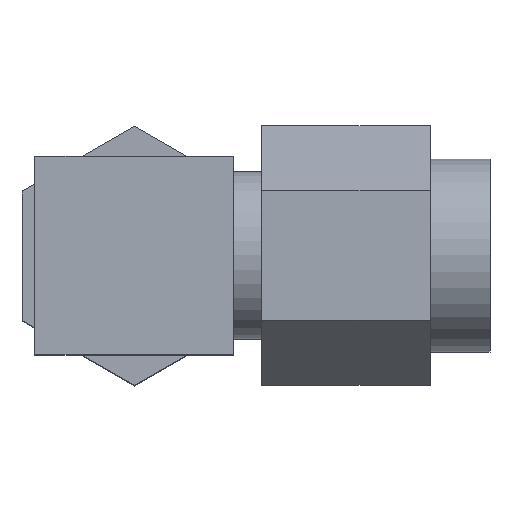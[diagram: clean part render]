
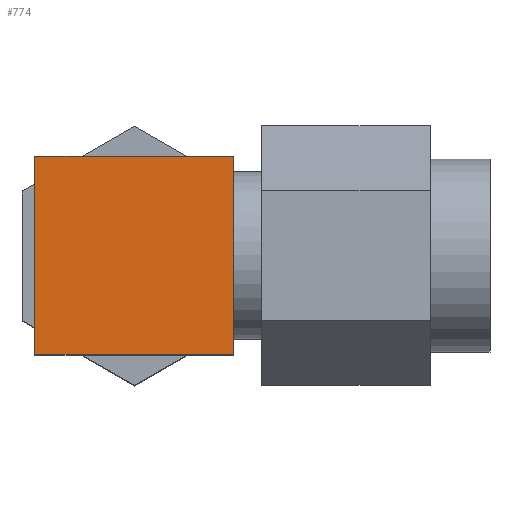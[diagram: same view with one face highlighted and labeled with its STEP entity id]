
A CAD part, top view. The second image highlights one B-rep face of the part: STEP entity #774.
In plain terms, the highlighted planar face has unit normal (0, 0, 1).
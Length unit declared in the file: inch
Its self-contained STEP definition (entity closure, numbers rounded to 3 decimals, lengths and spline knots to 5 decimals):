
#628=CARTESIAN_POINT('',(-0.166,-0.166,0.937));
#629=VERTEX_POINT('',#628);
#631=CARTESIAN_POINT('',(-0.166,-0.166,0.937));
#632=DIRECTION('',(0.,1.,0.));
#633=VECTOR('',#632,1.);
#634=LINE('',#631,#633);
#635=EDGE_CURVE('',#629,#637,#634,.T.);
#636=CARTESIAN_POINT('',(-0.166,0.166,0.937));
#637=VERTEX_POINT('',#636);
#662=CARTESIAN_POINT('',(-0.166,0.166,0.937));
#663=DIRECTION('',(1.,0.,0.));
#664=VECTOR('',#663,1.);
#665=LINE('',#662,#664);
#666=EDGE_CURVE('',#637,#668,#665,.T.);
#667=CARTESIAN_POINT('',(0.166,0.166,0.937));
#668=VERTEX_POINT('',#667);
#704=CARTESIAN_POINT('',(0.166,-0.166,0.937));
#705=DIRECTION('',(0.,1.,0.));
#706=VECTOR('',#705,1.);
#707=LINE('',#704,#706);
#708=EDGE_CURVE('',#710,#668,#707,.T.);
#709=CARTESIAN_POINT('',(0.166,-0.166,0.937));
#710=VERTEX_POINT('',#709);
#749=CARTESIAN_POINT('',(-0.166,-0.166,0.937));
#750=DIRECTION('',(1.,0.,0.));
#751=VECTOR('',#750,1.);
#752=LINE('',#749,#751);
#753=EDGE_CURVE('',#629,#710,#752,.T.);
#763=ORIENTED_EDGE('',*,*,#635,.F.);
#764=ORIENTED_EDGE('',*,*,#753,.T.);
#765=ORIENTED_EDGE('',*,*,#708,.T.);
#766=ORIENTED_EDGE('',*,*,#666,.F.);
#767=EDGE_LOOP('',(#763,#764,#765,#766));
#768=FACE_BOUND('',#767,.T.);
#769=CARTESIAN_POINT('',(-0.166,-0.166,0.937));
#770=DIRECTION('',(0.,0.,1.));
#771=DIRECTION('',(1.,0.,0.));
#772=AXIS2_PLACEMENT_3D('',#769,#770,#771);
#773=PLANE('',#772);
#774=ADVANCED_FACE('',(#768),#773,.T.);
